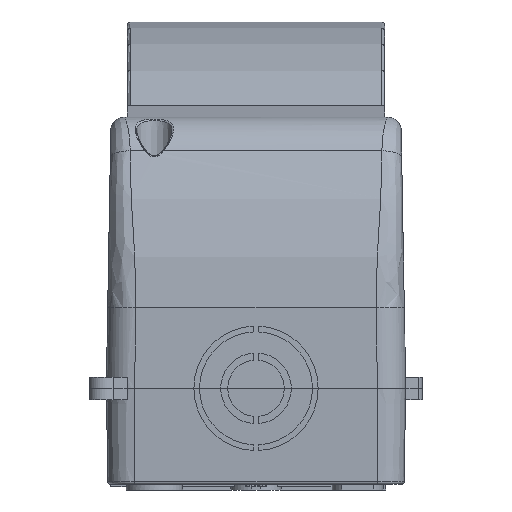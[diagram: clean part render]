
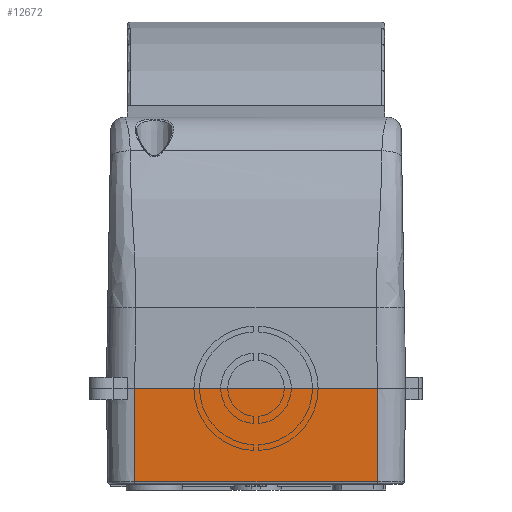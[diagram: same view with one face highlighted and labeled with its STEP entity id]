
A CAD part, front view. The second image highlights one B-rep face of the part: STEP entity #12672.
In plain terms, the highlighted planar face has unit normal (0, -1, -0.018).
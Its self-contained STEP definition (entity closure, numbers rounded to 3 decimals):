
#981 = LINE ( 'NONE', #17559, #63897 ) ;
#3649 = ORIENTED_EDGE ( 'NONE', *, *, #7691, .T. ) ;
#4084 = DIRECTION ( 'NONE',  ( -1., 0., 0. ) ) ;
#4180 = AXIS2_PLACEMENT_3D ( 'NONE', #13067, #62538, #23069 ) ;
#4444 = VECTOR ( 'NONE', #4084, 1000. ) ;
#7691 = EDGE_CURVE ( 'NONE', #27837, #20329, #44063, .T. ) ;
#11848 = CARTESIAN_POINT ( 'NONE',  ( 31.999, -79.848, -20.509 ) ) ;
#12224 = EDGE_LOOP ( 'NONE', ( #40868, #13239, #19997, #3649 ) ) ;
#12672 = ADVANCED_FACE ( 'NONE', ( #50487 ), #18048, .F. ) ;
#13067 = CARTESIAN_POINT ( 'NONE',  ( 31.999, -79.866, -19.5 ) ) ;
#13239 = ORIENTED_EDGE ( 'NONE', *, *, #52557, .T. ) ;
#14670 = CARTESIAN_POINT ( 'NONE',  ( 31.999, -80.136, -4. ) ) ;
#17559 = CARTESIAN_POINT ( 'NONE',  ( -11.001, -79.866, -19.5 ) ) ;
#18048 = PLANE ( 'NONE',  #4180 ) ;
#19997 = ORIENTED_EDGE ( 'NONE', *, *, #59866, .F. ) ;
#20329 = VERTEX_POINT ( 'NONE', #20480 ) ;
#20480 = CARTESIAN_POINT ( 'NONE',  ( -11.001, -80.136, -4. ) ) ;
#23069 = DIRECTION ( 'NONE',  ( 0., -0.017, 1. ) ) ;
#23886 = CARTESIAN_POINT ( 'NONE',  ( 31.999, -80.136, -4. ) ) ;
#27837 = VERTEX_POINT ( 'NONE', #14670 ) ;
#28594 = EDGE_CURVE ( 'NONE', #20329, #54475, #981, .T. ) ;
#30761 = VECTOR ( 'NONE', #57891, 1000. ) ;
#32600 = DIRECTION ( 'NONE',  ( 0., 0.017, -1. ) ) ;
#34596 = CARTESIAN_POINT ( 'NONE',  ( 31.999, -79.866, -19.5 ) ) ;
#34897 = VECTOR ( 'NONE', #39561, 1000. ) ;
#38123 = CARTESIAN_POINT ( 'NONE',  ( -11.001, -79.848, -20.509 ) ) ;
#39561 = DIRECTION ( 'NONE',  ( 0., 0.017, -1. ) ) ;
#40868 = ORIENTED_EDGE ( 'NONE', *, *, #28594, .T. ) ;
#43937 = LINE ( 'NONE', #57675, #30761 ) ;
#44063 = LINE ( 'NONE', #23886, #4444 ) ;
#50487 = FACE_OUTER_BOUND ( 'NONE', #12224, .T. ) ;
#52557 = EDGE_CURVE ( 'NONE', #54475, #54375, #43937, .T. ) ;
#54375 = VERTEX_POINT ( 'NONE', #11848 ) ;
#54475 = VERTEX_POINT ( 'NONE', #38123 ) ;
#57675 = CARTESIAN_POINT ( 'NONE',  ( 31.999, -79.848, -20.509 ) ) ;
#57891 = DIRECTION ( 'NONE',  ( 1., 0., 0. ) ) ;
#59866 = EDGE_CURVE ( 'NONE', #27837, #54375, #62781, .T. ) ;
#62538 = DIRECTION ( 'NONE',  ( 0., 1., 0.017 ) ) ;
#62781 = LINE ( 'NONE', #34596, #34897 ) ;
#63897 = VECTOR ( 'NONE', #32600, 1000. ) ;
